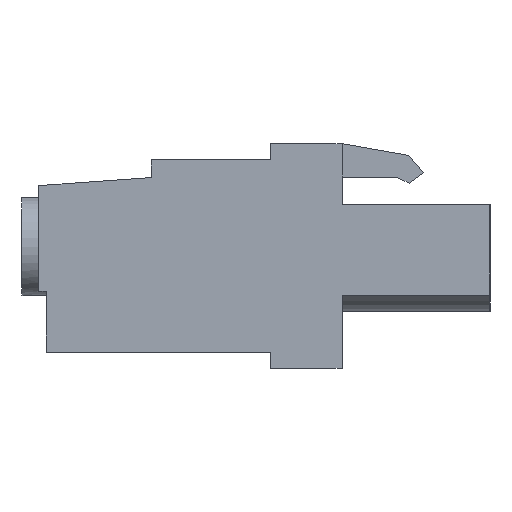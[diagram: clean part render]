
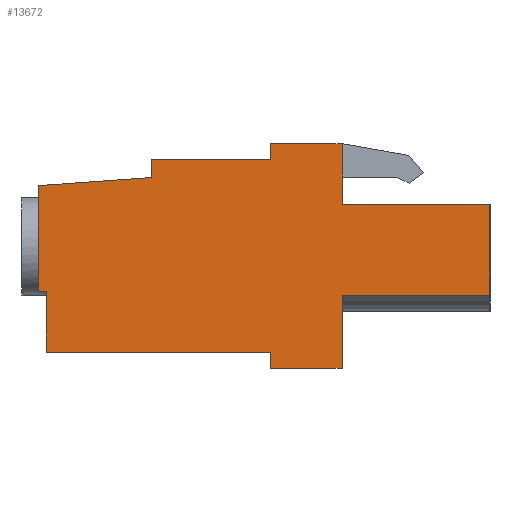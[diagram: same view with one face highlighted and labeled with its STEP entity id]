
A CAD part, left-side view. The second image highlights one B-rep face of the part: STEP entity #13672.
In plain terms, the highlighted planar face has unit normal (-1, 0, 0).
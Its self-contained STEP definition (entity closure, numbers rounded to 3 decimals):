
#201 = DIRECTION ( 'NONE',  ( 0., -1., 0. ) ) ;
#253 = EDGE_CURVE ( 'NONE', #462, #6728, #12162, .T. ) ;
#302 = DIRECTION ( 'NONE',  ( 0., 1., 0. ) ) ;
#304 = VECTOR ( 'NONE', #3408, 1000. ) ;
#434 = EDGE_CURVE ( 'NONE', #10056, #6295, #4221, .T. ) ;
#436 = DIRECTION ( 'NONE',  ( 0., 0., -1. ) ) ;
#462 = VERTEX_POINT ( 'NONE', #8838 ) ;
#651 = CARTESIAN_POINT ( 'NONE',  ( 0., 12.3, -9.2 ) ) ;
#1010 = VERTEX_POINT ( 'NONE', #2786 ) ;
#1015 = VECTOR ( 'NONE', #3567, 1000. ) ;
#1082 = ORIENTED_EDGE ( 'NONE', *, *, #4841, .F. ) ;
#1207 = VECTOR ( 'NONE', #201, 1000. ) ;
#1356 = CARTESIAN_POINT ( 'NONE',  ( 0., 12.3, 3.4 ) ) ;
#1386 = EDGE_CURVE ( 'NONE', #1010, #12465, #12814, .T. ) ;
#1558 = ORIENTED_EDGE ( 'NONE', *, *, #8451, .F. ) ;
#1662 = AXIS2_PLACEMENT_3D ( 'NONE', #5019, #6087, #13517 ) ;
#1674 = CARTESIAN_POINT ( 'NONE',  ( 0., 24.9, -4.88 ) ) ;
#1683 = CARTESIAN_POINT ( 'NONE',  ( 0., 0., -5.1 ) ) ;
#1723 = CARTESIAN_POINT ( 'NONE',  ( 0., 0., 0. ) ) ;
#1774 = CARTESIAN_POINT ( 'NONE',  ( 0., 8.3, 3.4 ) ) ;
#1824 = LINE ( 'NONE', #6801, #13095 ) ;
#1886 = ORIENTED_EDGE ( 'NONE', *, *, #5160, .F. ) ;
#1968 = VERTEX_POINT ( 'NONE', #10788 ) ;
#2054 = EDGE_CURVE ( 'NONE', #10553, #10056, #12816, .T. ) ;
#2228 = VERTEX_POINT ( 'NONE', #5570 ) ;
#2317 = VECTOR ( 'NONE', #9414, 1000. ) ;
#2364 = CARTESIAN_POINT ( 'NONE',  ( 0., 25.3, 1.05 ) ) ;
#2655 = EDGE_CURVE ( 'NONE', #6295, #2228, #13286, .T. ) ;
#2732 = EDGE_CURVE ( 'NONE', #1968, #7736, #9154, .T. ) ;
#2786 = CARTESIAN_POINT ( 'NONE',  ( 0., 8.3, -9.2 ) ) ;
#2843 = EDGE_CURVE ( 'NONE', #7348, #10491, #4646, .T. ) ;
#2872 = ORIENTED_EDGE ( 'NONE', *, *, #3692, .F. ) ;
#3289 = EDGE_CURVE ( 'NONE', #12388, #6265, #7455, .T. ) ;
#3342 = CARTESIAN_POINT ( 'NONE',  ( 0., 19., 2.5 ) ) ;
#3408 = DIRECTION ( 'NONE',  ( 0., 0., 1. ) ) ;
#3460 = EDGE_CURVE ( 'NONE', #10491, #462, #7937, .T. ) ;
#3512 = CARTESIAN_POINT ( 'NONE',  ( 0., 12.3, -8.3 ) ) ;
#3567 = DIRECTION ( 'NONE',  ( 0., 0., 1. ) ) ;
#3692 = EDGE_CURVE ( 'NONE', #13730, #11712, #7767, .T. ) ;
#3720 = CARTESIAN_POINT ( 'NONE',  ( 0., 19., 2.5 ) ) ;
#3913 = DIRECTION ( 'NONE',  ( 0., 0., 1. ) ) ;
#3970 = PLANE ( 'NONE',  #1662 ) ;
#4221 = LINE ( 'NONE', #13588, #6366 ) ;
#4362 = ORIENTED_EDGE ( 'NONE', *, *, #253, .F. ) ;
#4411 = DIRECTION ( 'NONE',  ( 0., -1., 0. ) ) ;
#4482 = CARTESIAN_POINT ( 'NONE',  ( 0., 19., 1.5 ) ) ;
#4646 = LINE ( 'NONE', #1674, #12791 ) ;
#4841 = EDGE_CURVE ( 'NONE', #6265, #7348, #6335, .T. ) ;
#4849 = ORIENTED_EDGE ( 'NONE', *, *, #2054, .F. ) ;
#4863 = ORIENTED_EDGE ( 'NONE', *, *, #2732, .F. ) ;
#5019 = CARTESIAN_POINT ( 'NONE',  ( 0., 0., 0. ) ) ;
#5160 = EDGE_CURVE ( 'NONE', #6728, #13730, #13285, .T. ) ;
#5215 = DIRECTION ( 'NONE',  ( 0., 0., 1. ) ) ;
#5336 = EDGE_CURVE ( 'NONE', #12465, #12388, #8135, .T. ) ;
#5506 = EDGE_CURVE ( 'NONE', #2228, #1010, #9319, .T. ) ;
#5570 = CARTESIAN_POINT ( 'NONE',  ( 0., 8.3, -5.1 ) ) ;
#5575 = VERTEX_POINT ( 'NONE', #1774 ) ;
#5597 = CARTESIAN_POINT ( 'NONE',  ( 0., 12.3, 3.4 ) ) ;
#5617 = ORIENTED_EDGE ( 'NONE', *, *, #2843, .F. ) ;
#6087 = DIRECTION ( 'NONE',  ( 1., 0., 0. ) ) ;
#6265 = VERTEX_POINT ( 'NONE', #10137 ) ;
#6295 = VERTEX_POINT ( 'NONE', #1683 ) ;
#6335 = LINE ( 'NONE', #10272, #11963 ) ;
#6366 = VECTOR ( 'NONE', #12800, 1000. ) ;
#6675 = DIRECTION ( 'NONE',  ( 0., -1., 0. ) ) ;
#6692 = ORIENTED_EDGE ( 'NONE', *, *, #7681, .F. ) ;
#6728 = VERTEX_POINT ( 'NONE', #2364 ) ;
#6753 = EDGE_CURVE ( 'NONE', #7736, #5575, #13066, .T. ) ;
#6801 = CARTESIAN_POINT ( 'NONE',  ( 0., 8.3, 1.53 ) ) ;
#7042 = CARTESIAN_POINT ( 'NONE',  ( 0., 12.3, -8.3 ) ) ;
#7076 = ORIENTED_EDGE ( 'NONE', *, *, #434, .F. ) ;
#7133 = VECTOR ( 'NONE', #302, 1000. ) ;
#7348 = VERTEX_POINT ( 'NONE', #7705 ) ;
#7402 = CARTESIAN_POINT ( 'NONE',  ( 0., 25.3, -4.88 ) ) ;
#7455 = LINE ( 'NONE', #3512, #7133 ) ;
#7552 = EDGE_LOOP ( 'NONE', ( #4362, #8266, #5617, #1082, #13690, #12470, #9095, #9419, #10702, #7076, #4849, #1558, #11501, #4863, #6692, #2872, #1886 ) ) ;
#7681 = EDGE_CURVE ( 'NONE', #11712, #1968, #9903, .T. ) ;
#7705 = CARTESIAN_POINT ( 'NONE',  ( 0., 24.9, -4.88 ) ) ;
#7736 = VERTEX_POINT ( 'NONE', #1356 ) ;
#7767 = LINE ( 'NONE', #4482, #304 ) ;
#7937 = LINE ( 'NONE', #10481, #2317 ) ;
#7980 = CARTESIAN_POINT ( 'NONE',  ( 0., 8.3, -5.1 ) ) ;
#8005 = DIRECTION ( 'NONE',  ( 0., 1., 0. ) ) ;
#8135 = LINE ( 'NONE', #651, #8478 ) ;
#8266 = ORIENTED_EDGE ( 'NONE', *, *, #3460, .F. ) ;
#8276 = CARTESIAN_POINT ( 'NONE',  ( 0., 8.3, 0. ) ) ;
#8451 = EDGE_CURVE ( 'NONE', #5575, #10553, #1824, .T. ) ;
#8478 = VECTOR ( 'NONE', #13354, 1000. ) ;
#8499 = DIRECTION ( 'NONE',  ( 0., 1., 0. ) ) ;
#8838 = CARTESIAN_POINT ( 'NONE',  ( 0., 25.3, -2.38 ) ) ;
#8965 = VECTOR ( 'NONE', #12190, 1000. ) ;
#9095 = ORIENTED_EDGE ( 'NONE', *, *, #1386, .F. ) ;
#9154 = LINE ( 'NONE', #10764, #1015 ) ;
#9272 = FACE_OUTER_BOUND ( 'NONE', #7552, .T. ) ;
#9319 = LINE ( 'NONE', #7980, #8965 ) ;
#9414 = DIRECTION ( 'NONE',  ( 0., 0., 1. ) ) ;
#9419 = ORIENTED_EDGE ( 'NONE', *, *, #5506, .F. ) ;
#9582 = VECTOR ( 'NONE', #4411, 1000. ) ;
#9683 = CARTESIAN_POINT ( 'NONE',  ( 0., 8.3, -9.2 ) ) ;
#9903 = LINE ( 'NONE', #3342, #9582 ) ;
#9999 = VECTOR ( 'NONE', #10558, 1000. ) ;
#10056 = VERTEX_POINT ( 'NONE', #1723 ) ;
#10137 = CARTESIAN_POINT ( 'NONE',  ( 0., 24.9, -8.3 ) ) ;
#10272 = CARTESIAN_POINT ( 'NONE',  ( 0., 24.9, -8.3 ) ) ;
#10481 = CARTESIAN_POINT ( 'NONE',  ( 0., 25.3, -4.88 ) ) ;
#10491 = VERTEX_POINT ( 'NONE', #12385 ) ;
#10553 = VERTEX_POINT ( 'NONE', #8276 ) ;
#10558 = DIRECTION ( 'NONE',  ( 0., 1., 0. ) ) ;
#10598 = VECTOR ( 'NONE', #6675, 1000. ) ;
#10639 = CARTESIAN_POINT ( 'NONE',  ( 0., 0., -5.1 ) ) ;
#10702 = ORIENTED_EDGE ( 'NONE', *, *, #2655, .F. ) ;
#10764 = CARTESIAN_POINT ( 'NONE',  ( 0., 12.3, 2.5 ) ) ;
#10788 = CARTESIAN_POINT ( 'NONE',  ( 0., 12.3, 2.5 ) ) ;
#10807 = VECTOR ( 'NONE', #8499, 1000. ) ;
#10816 = CARTESIAN_POINT ( 'NONE',  ( 0., 25.3, 1.05 ) ) ;
#11501 = ORIENTED_EDGE ( 'NONE', *, *, #6753, .F. ) ;
#11712 = VERTEX_POINT ( 'NONE', #3720 ) ;
#11846 = VECTOR ( 'NONE', #5215, 1000. ) ;
#11873 = DIRECTION ( 'NONE',  ( 0., -0.997, 0.071 ) ) ;
#11963 = VECTOR ( 'NONE', #3913, 1000. ) ;
#12162 = LINE ( 'NONE', #7402, #11846 ) ;
#12190 = DIRECTION ( 'NONE',  ( 0., 0., -1. ) ) ;
#12385 = CARTESIAN_POINT ( 'NONE',  ( 0., 25.3, -4.88 ) ) ;
#12388 = VERTEX_POINT ( 'NONE', #7042 ) ;
#12465 = VERTEX_POINT ( 'NONE', #13629 ) ;
#12470 = ORIENTED_EDGE ( 'NONE', *, *, #5336, .F. ) ;
#12525 = CARTESIAN_POINT ( 'NONE',  ( 0., 19., 1.5 ) ) ;
#12791 = VECTOR ( 'NONE', #8005, 1000. ) ;
#12800 = DIRECTION ( 'NONE',  ( 0., 0., -1. ) ) ;
#12814 = LINE ( 'NONE', #9683, #9999 ) ;
#12816 = LINE ( 'NONE', #12891, #1207 ) ;
#12891 = CARTESIAN_POINT ( 'NONE',  ( 0., 8.3, 0. ) ) ;
#12956 = VECTOR ( 'NONE', #11873, 1000. ) ;
#13066 = LINE ( 'NONE', #5597, #10598 ) ;
#13095 = VECTOR ( 'NONE', #436, 1000. ) ;
#13285 = LINE ( 'NONE', #10816, #12956 ) ;
#13286 = LINE ( 'NONE', #10639, #10807 ) ;
#13354 = DIRECTION ( 'NONE',  ( 0., 0., 1. ) ) ;
#13517 = DIRECTION ( 'NONE',  ( 0., 0., -1. ) ) ;
#13588 = CARTESIAN_POINT ( 'NONE',  ( 0., 0., 0. ) ) ;
#13629 = CARTESIAN_POINT ( 'NONE',  ( 0., 12.3, -9.2 ) ) ;
#13672 = ADVANCED_FACE ( 'NONE', ( #9272 ), #3970, .F. ) ;
#13690 = ORIENTED_EDGE ( 'NONE', *, *, #3289, .F. ) ;
#13730 = VERTEX_POINT ( 'NONE', #12525 ) ;
